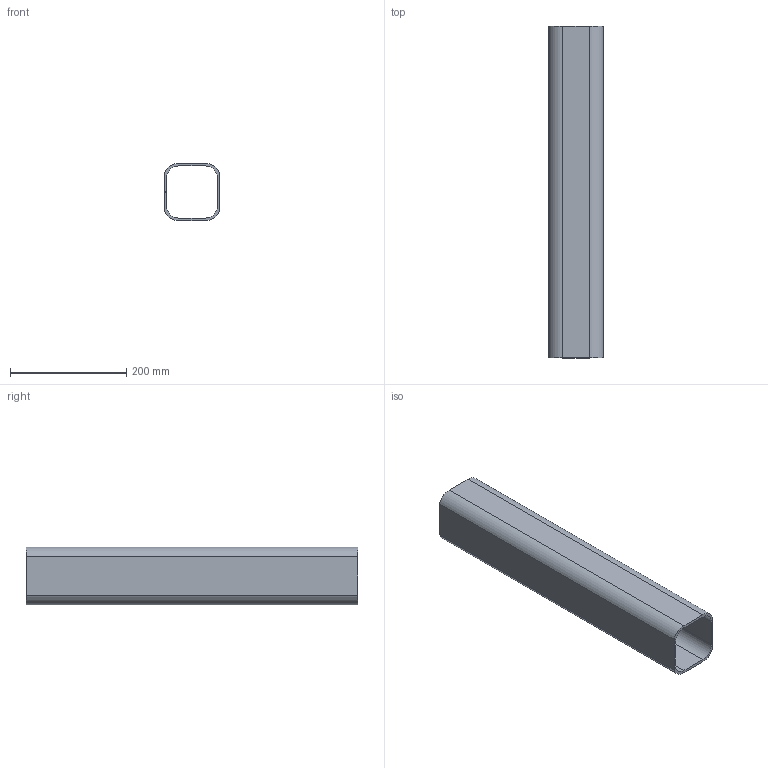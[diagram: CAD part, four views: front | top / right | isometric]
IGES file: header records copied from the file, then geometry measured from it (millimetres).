
Start section:  PTC IGES file: case_lin_mech_v2_edm_actual.igs
Global section: file name: 56Hcase_lin_mech_v2_edm_actual.igs; native system: Pro/ENGINEER by Parametric Technology Corporation; preprocessor: 2004090; author: ghiorso; organization: Unknown; date: 060215.224013; units: inch
Bounding box: 93.98 x 570.38 x 99.01 mm (x, y, z)
Surface area: 383256.3 mm2 (no closed solid volume)
Topology: 0 solids, 0 shells, 20 faces, 108 edges, 108 vertices
Faces by surface type: bspline 11, revolution 9
